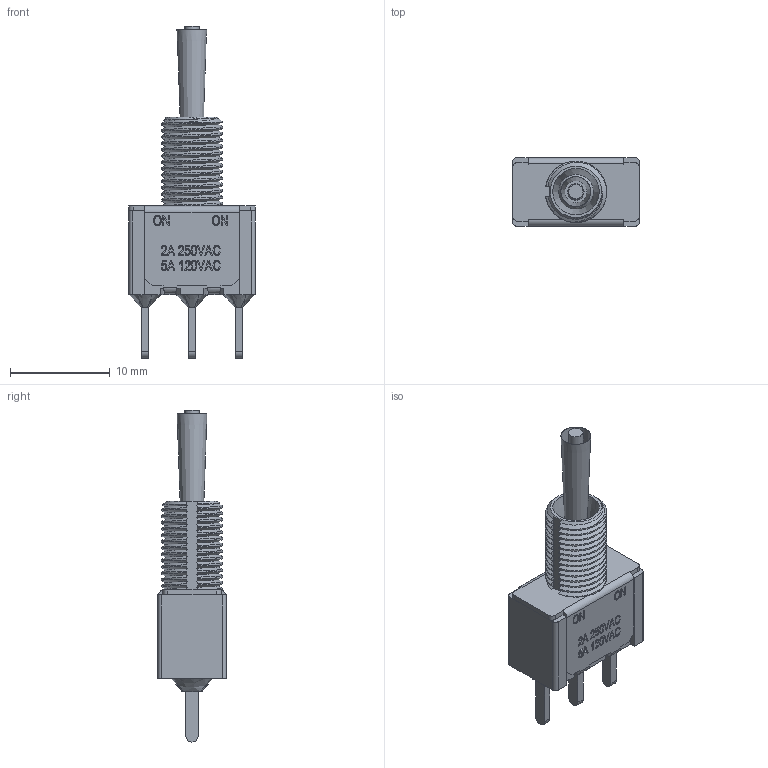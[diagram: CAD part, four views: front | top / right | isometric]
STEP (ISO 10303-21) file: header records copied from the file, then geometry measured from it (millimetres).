
FILE_DESCRIPTION(/* description */ ('1 POLE TOGGLE, ON-ON, SOLDER LUGS'),/* implementation_level */ '2;1');
FILE_NAME(/* name */ 'ANT13SECQE.stp',/* time_stamp */ '2025-01-06T10:16:17-06:00',/* author */ ('cnher'),/* organization */ (''),/* preprocessor_version */ 'ST-DEVELOPER v19',/* originating_system */ 'Autodesk Inventor 2023',/* authorisation */ '');
FILE_SCHEMA (('AUTOMOTIVE_DESIGN { 1 0 10303 214 3 1 1 }'));
Length unit declared in the file: millimetre
Products named in the file (7): ANT13SECQE; Housing_SPDT; Bushing_E; Cover_ANT11TEBQE; ANT_Actuator_S; Epoxy; Terminal_C
Assembly tree (10 placements, depth 2):
  ANT13SECQE
    Housing_SPDT
    Bushing_E
    Cover_ANT11TEBQE
    ANT_Actuator_S
    Epoxy  x3
    Terminal_C  x3
Bounding box: 12.7 x 6.86 x 33.27 mm (x, y, z)
Volume: 675 mm3; surface area: 2075.6 mm2
Topology: 10 solids, 10 shells, 591 faces, 1589 edges, 1036 vertices
Faces by surface type: plane 351, bspline 182, cylinder 50, cone 5, sphere 3
Full cylindrical faces by diameter (mm): 1.45 x1, 4.04 x1, 5 x2, 5.6 x1
Entity records: 21186 total; most frequent: CARTESIAN_POINT 8478, ORIENTED_EDGE 2922, DIRECTION 1887, EDGE_CURVE 1461, VERTEX_POINT 964, LINE 955, VECTOR 955, EDGE_LOOP 593
